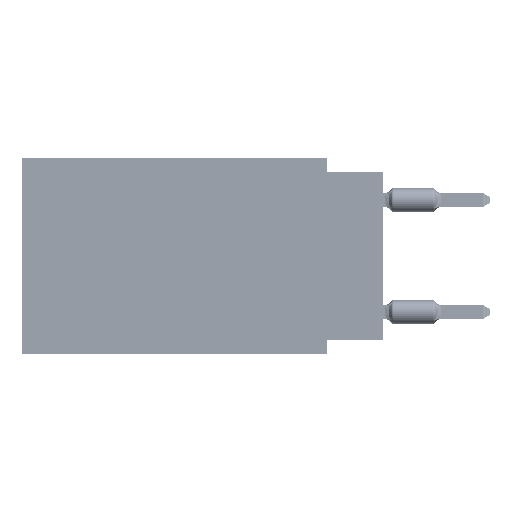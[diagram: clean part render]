
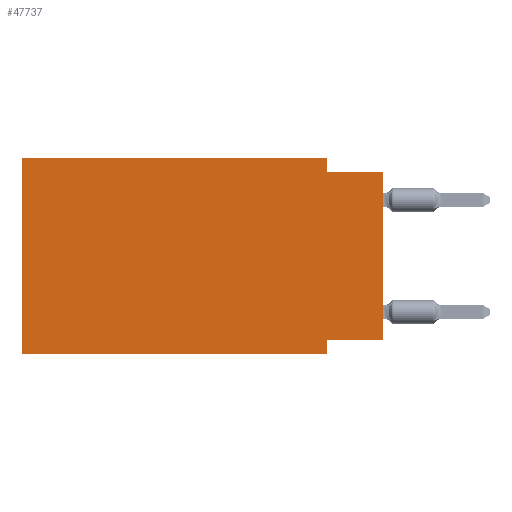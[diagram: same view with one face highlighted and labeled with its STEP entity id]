
A CAD part, left-side view. The second image highlights one B-rep face of the part: STEP entity #47737.
In plain terms, the highlighted planar face has unit normal (-1, 0, 0).
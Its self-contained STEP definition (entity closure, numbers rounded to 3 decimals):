
#1232 = CARTESIAN_POINT ( 'NONE',  ( 0., 2.54, -8.89 ) ) ;
#2887 = EDGE_CURVE ( 'NONE', #8574, #83717, #8375, .T. ) ;
#3001 = EDGE_CURVE ( 'NONE', #26585, #39745, #42778, .T. ) ;
#4165 = CARTESIAN_POINT ( 'NONE',  ( 0., 16.383, -8.89 ) ) ;
#4167 = LINE ( 'NONE', #42529, #73642 ) ;
#7646 = DIRECTION ( 'NONE',  ( 0., 1., 0. ) ) ;
#8375 = LINE ( 'NONE', #53293, #37823 ) ;
#8574 = VERTEX_POINT ( 'NONE', #63313 ) ;
#9427 = DIRECTION ( 'NONE',  ( 0., -1., 0. ) ) ;
#9670 = DIRECTION ( 'NONE',  ( 0., 0., 1. ) ) ;
#10226 = PLANE ( 'NONE',  #77953 ) ;
#10268 = LINE ( 'NONE', #4165, #73641 ) ;
#11220 = VERTEX_POINT ( 'NONE', #45059 ) ;
#11346 = ORIENTED_EDGE ( 'NONE', *, *, #3001, .F. ) ;
#11834 = CARTESIAN_POINT ( 'NONE',  ( 0., 16.383, 0. ) ) ;
#12914 = ORIENTED_EDGE ( 'NONE', *, *, #46689, .F. ) ;
#13740 = LINE ( 'NONE', #33776, #56239 ) ;
#14906 = DIRECTION ( 'NONE',  ( 0., 0., 1. ) ) ;
#16131 = EDGE_CURVE ( 'NONE', #26585, #11220, #10268, .T. ) ;
#16403 = EDGE_CURVE ( 'NONE', #22079, #11220, #79706, .T. ) ;
#17659 = DIRECTION ( 'NONE',  ( 0., -1., 0. ) ) ;
#19555 = DIRECTION ( 'NONE',  ( 0., 0., -1. ) ) ;
#20574 = ORIENTED_EDGE ( 'NONE', *, *, #71878, .F. ) ;
#21521 = VERTEX_POINT ( 'NONE', #38281 ) ;
#22079 = VERTEX_POINT ( 'NONE', #36012 ) ;
#23248 = CARTESIAN_POINT ( 'NONE',  ( 0., 0., -0.635 ) ) ;
#26585 = VERTEX_POINT ( 'NONE', #46275 ) ;
#28293 = CARTESIAN_POINT ( 'NONE',  ( 0., 16.383, 0. ) ) ;
#28728 = LINE ( 'NONE', #28293, #51916 ) ;
#33776 = CARTESIAN_POINT ( 'NONE',  ( 0., 0., -8.255 ) ) ;
#36012 = CARTESIAN_POINT ( 'NONE',  ( 0., 2.54, -8.255 ) ) ;
#36804 = DIRECTION ( 'NONE',  ( 1., 0., 0. ) ) ;
#36876 = EDGE_LOOP ( 'NONE', ( #40452, #12914, #44264, #60675, #11346, #79710, #52079, #20574 ) ) ;
#37584 = VERTEX_POINT ( 'NONE', #42679 ) ;
#37823 = VECTOR ( 'NONE', #14906, 1000. ) ;
#38281 = CARTESIAN_POINT ( 'NONE',  ( 0., 2.54, -0.635 ) ) ;
#39745 = VERTEX_POINT ( 'NONE', #11834 ) ;
#40209 = VECTOR ( 'NONE', #77832, 1000. ) ;
#40452 = ORIENTED_EDGE ( 'NONE', *, *, #2887, .T. ) ;
#40591 = VECTOR ( 'NONE', #9670, 1000. ) ;
#41379 = DIRECTION ( 'NONE',  ( 0., -1., 0. ) ) ;
#42529 = CARTESIAN_POINT ( 'NONE',  ( 0., 0., -0.635 ) ) ;
#42679 = CARTESIAN_POINT ( 'NONE',  ( 0., 2.54, 0. ) ) ;
#42778 = LINE ( 'NONE', #57175, #40591 ) ;
#44264 = ORIENTED_EDGE ( 'NONE', *, *, #46752, .F. ) ;
#45045 = CARTESIAN_POINT ( 'NONE',  ( 0., 16.383, 0. ) ) ;
#45059 = CARTESIAN_POINT ( 'NONE',  ( 0., 2.54, -8.89 ) ) ;
#46275 = CARTESIAN_POINT ( 'NONE',  ( 0., 16.383, -8.89 ) ) ;
#46689 = EDGE_CURVE ( 'NONE', #21521, #83717, #4167, .T. ) ;
#46752 = EDGE_CURVE ( 'NONE', #37584, #21521, #58642, .T. ) ;
#47737 = ADVANCED_FACE ( 'NONE', ( #50764 ), #10226, .F. ) ;
#50764 = FACE_OUTER_BOUND ( 'NONE', #36876, .T. ) ;
#51037 = EDGE_CURVE ( 'NONE', #39745, #37584, #28728, .T. ) ;
#51916 = VECTOR ( 'NONE', #41379, 1000. ) ;
#52079 = ORIENTED_EDGE ( 'NONE', *, *, #16403, .F. ) ;
#53293 = CARTESIAN_POINT ( 'NONE',  ( 0., 0., 0. ) ) ;
#56239 = VECTOR ( 'NONE', #7646, 1000. ) ;
#56978 = VECTOR ( 'NONE', #19555, 1000. ) ;
#57175 = CARTESIAN_POINT ( 'NONE',  ( 0., 16.383, 0. ) ) ;
#58218 = CARTESIAN_POINT ( 'NONE',  ( 0., 2.54, 0. ) ) ;
#58642 = LINE ( 'NONE', #58218, #40209 ) ;
#60675 = ORIENTED_EDGE ( 'NONE', *, *, #51037, .F. ) ;
#63313 = CARTESIAN_POINT ( 'NONE',  ( 0., 0., -8.255 ) ) ;
#63411 = DIRECTION ( 'NONE',  ( 0., 0., -1. ) ) ;
#71878 = EDGE_CURVE ( 'NONE', #8574, #22079, #13740, .T. ) ;
#73641 = VECTOR ( 'NONE', #17659, 1000. ) ;
#73642 = VECTOR ( 'NONE', #9427, 1000. ) ;
#77832 = DIRECTION ( 'NONE',  ( 0., 0., -1. ) ) ;
#77953 = AXIS2_PLACEMENT_3D ( 'NONE', #45045, #36804, #63411 ) ;
#79706 = LINE ( 'NONE', #1232, #56978 ) ;
#79710 = ORIENTED_EDGE ( 'NONE', *, *, #16131, .T. ) ;
#83717 = VERTEX_POINT ( 'NONE', #23248 ) ;
